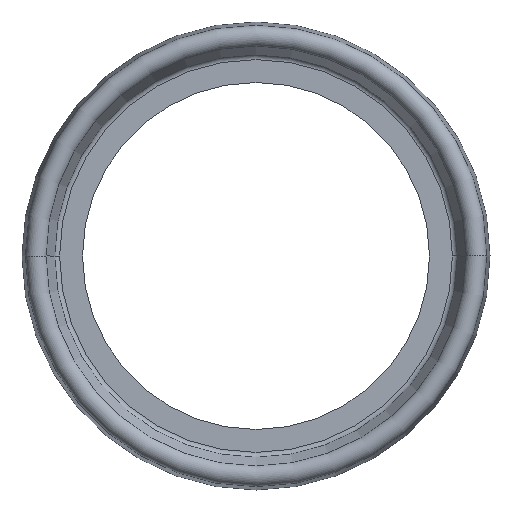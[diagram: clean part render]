
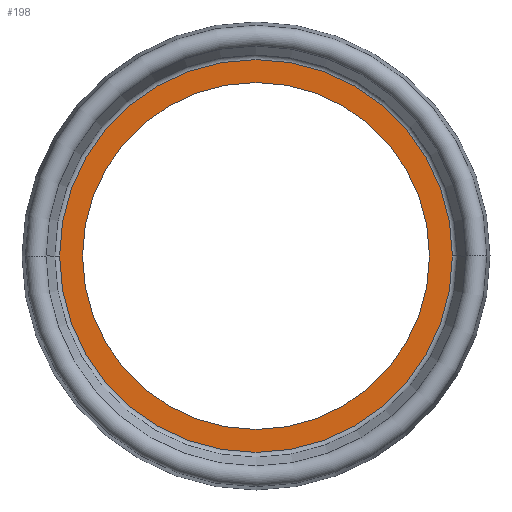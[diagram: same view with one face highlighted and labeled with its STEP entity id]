
A CAD part, left-side view. The second image highlights one B-rep face of the part: STEP entity #198.
In plain terms, the highlighted planar face has unit normal (-1, 0, 0).
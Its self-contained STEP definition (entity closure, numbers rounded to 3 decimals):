
#10 = ORIENTED_EDGE ( 'NONE', *, *, #20, .T. ) ;
#20 = EDGE_CURVE ( 'NONE', #383, #270, #69, .T. ) ;
#22 = DIRECTION ( 'NONE',  ( 0., 1., 0. ) ) ;
#24 = ORIENTED_EDGE ( 'NONE', *, *, #340, .F. ) ;
#28 = CARTESIAN_POINT ( 'NONE',  ( -0.9, -9.097, 0. ) ) ;
#65 = EDGE_CURVE ( 'NONE', #381, #162, #454, .T. ) ;
#67 = PLANE ( 'NONE',  #231 ) ;
#69 = CIRCLE ( 'NONE', #359, 8.035 ) ;
#74 = CARTESIAN_POINT ( 'NONE',  ( -0.9, -8.035, 0. ) ) ;
#83 = DIRECTION ( 'NONE',  ( 1., 0., 0. ) ) ;
#132 = CARTESIAN_POINT ( 'NONE',  ( -0.9, 8.035, 0. ) ) ;
#136 = CARTESIAN_POINT ( 'NONE',  ( -0.9, 0., 0. ) ) ;
#162 = VERTEX_POINT ( 'NONE', #516 ) ;
#165 = ORIENTED_EDGE ( 'NONE', *, *, #247, .T. ) ;
#184 = CARTESIAN_POINT ( 'NONE',  ( -0.9, 0., 0. ) ) ;
#198 = ADVANCED_FACE ( 'NONE', ( #435, #207 ), #67, .T. ) ;
#199 = AXIS2_PLACEMENT_3D ( 'NONE', #136, #83, #318 ) ;
#207 = FACE_OUTER_BOUND ( 'NONE', #556, .T. ) ;
#231 = AXIS2_PLACEMENT_3D ( 'NONE', #519, #461, #327 ) ;
#243 = CIRCLE ( 'NONE', #561, 9.097 ) ;
#247 = EDGE_CURVE ( 'NONE', #270, #383, #289, .T. ) ;
#250 = CARTESIAN_POINT ( 'NONE',  ( -0.9, 0., 0. ) ) ;
#270 = VERTEX_POINT ( 'NONE', #132 ) ;
#289 = CIRCLE ( 'NONE', #541, 8.035 ) ;
#318 = DIRECTION ( 'NONE',  ( 0., 1., 0. ) ) ;
#327 = DIRECTION ( 'NONE',  ( 0., -1., 0. ) ) ;
#340 = EDGE_CURVE ( 'NONE', #162, #381, #243, .T. ) ;
#349 = CARTESIAN_POINT ( 'NONE',  ( -0.9, 0., 0. ) ) ;
#353 = EDGE_LOOP ( 'NONE', ( #165, #10 ) ) ;
#359 = AXIS2_PLACEMENT_3D ( 'NONE', #184, #527, #413 ) ;
#381 = VERTEX_POINT ( 'NONE', #28 ) ;
#383 = VERTEX_POINT ( 'NONE', #74 ) ;
#394 = DIRECTION ( 'NONE',  ( 1., 0., 0. ) ) ;
#402 = DIRECTION ( 'NONE',  ( 0., 1., 0. ) ) ;
#406 = ORIENTED_EDGE ( 'NONE', *, *, #65, .F. ) ;
#413 = DIRECTION ( 'NONE',  ( 0., 1., 0. ) ) ;
#431 = DIRECTION ( 'NONE',  ( 1., 0., 0. ) ) ;
#435 = FACE_BOUND ( 'NONE', #353, .T. ) ;
#454 = CIRCLE ( 'NONE', #199, 9.097 ) ;
#461 = DIRECTION ( 'NONE',  ( -1., 0., 0. ) ) ;
#516 = CARTESIAN_POINT ( 'NONE',  ( -0.9, 9.097, 0. ) ) ;
#519 = CARTESIAN_POINT ( 'NONE',  ( -0.9, 8.035, 0. ) ) ;
#527 = DIRECTION ( 'NONE',  ( 1., 0., 0. ) ) ;
#541 = AXIS2_PLACEMENT_3D ( 'NONE', #250, #431, #22 ) ;
#556 = EDGE_LOOP ( 'NONE', ( #24, #406 ) ) ;
#561 = AXIS2_PLACEMENT_3D ( 'NONE', #349, #394, #402 ) ;
